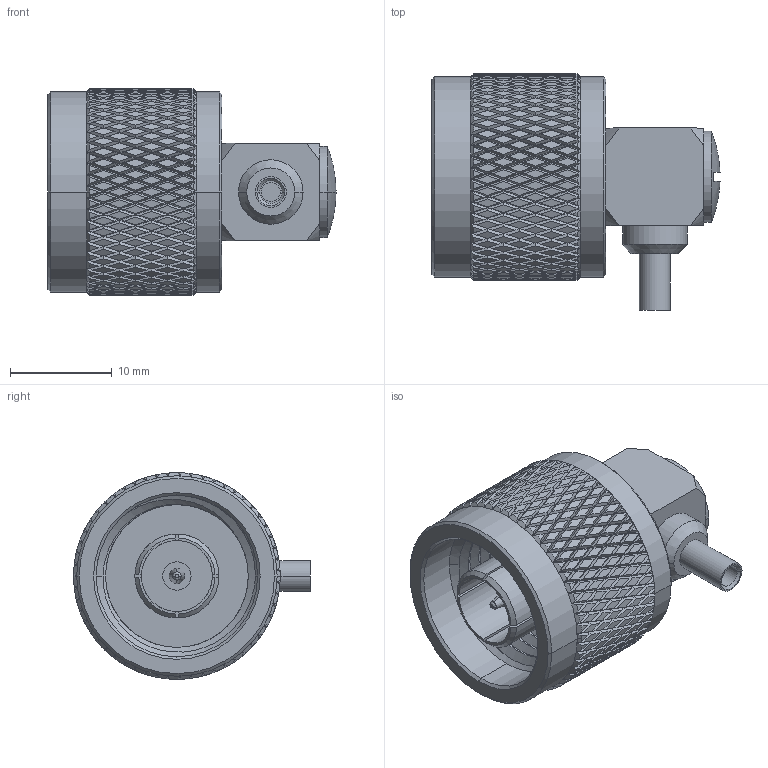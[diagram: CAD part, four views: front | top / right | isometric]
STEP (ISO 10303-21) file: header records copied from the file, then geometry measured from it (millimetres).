
FILE_DESCRIPTION (( 'STEP AP203' ), '1' );
FILE_NAME ('PE4937.step', '2019-03-08T00:22:34', ( '' ), ( '' ), 'SwSTEP 2.0', 'SolidWorks 2017', '' );
FILE_SCHEMA (( 'CONFIG_CONTROL_DESIGN' ));
Products named in the file (1): PE4937
Bounding box: 28.34 x 23.29 x 20.32 mm (x, y, z)
Volume: 4772.5 mm3; surface area: 3718.5 mm2
Topology: 1 solids, 1 shells, 2315 faces, 4949 edges, 2648 vertices
Faces by surface type: bspline 1765, cylinder 481, plane 36, cone 31, sphere 2
Entity records: 83789 total; most frequent: CARTESIAN_POINT 53440, ORIENTED_EDGE 9898, EDGE_CURVE 4949, VERTEX_POINT 2648, EDGE_LOOP 2327, FACE_OUTER_BOUND 2315, ADVANCED_FACE 2315, B_SPLINE_CURVE_WITH_KNOTS 2180
